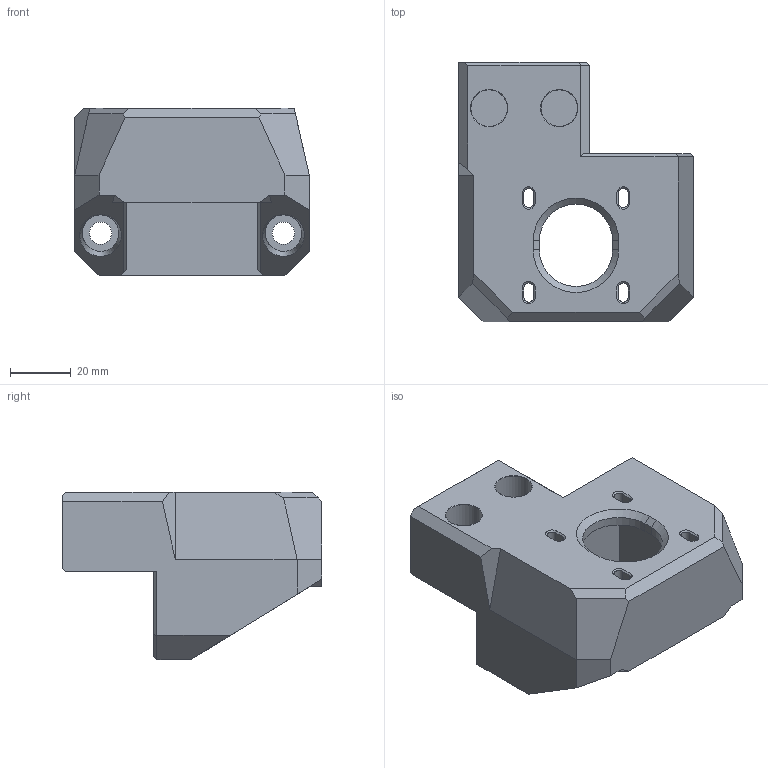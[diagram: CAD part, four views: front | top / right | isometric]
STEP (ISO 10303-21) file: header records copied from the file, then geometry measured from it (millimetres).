
FILE_DESCRIPTION(/* description */ ('STEP AP242','CAx-IF Rec.Pracs.---Representation and Presentation of Product Manufacturing Information (PMI)---4.0---2014-10-13','CAx-IF Rec.Pracs.---3D Tessellated Geometry---0.4---2014-09-14','2;1'),/* implementation_level */ '2;1');
FILE_NAME(/* name */ '6186ec41a81c4e3baeb44dc5',/* time_stamp */ '2021-11-06T20:57:38+00:00',/* author */ (''),/* organization */ (''),/* preprocessor_version */ 'ST-DEVELOPER v18.1',/* originating_system */ ' ',/* authorisation */ ' ');
FILE_SCHEMA (('AP242_MANAGED_MODEL_BASED_3D_ENGINEERING_MIM_LF { 1 0 10303 442 1 1 4 }'));
Length unit declared in the file: metre
Products named in the file (1): lead_screw_motor_cage_back
Bounding box: 77 x 85 x 55 mm (x, y, z)
Volume: 121333.2 mm3; surface area: 32221.7 mm2
Topology: 1 solids, 1 shells, 108 faces, 265 edges, 165 vertices
Faces by surface type: plane 76, cylinder 18, cone 12, bspline 2
Full cylindrical faces by diameter (mm): 6.3 x2, 7.3 x2, 12 x4
Entity records: 3399 total; most frequent: CARTESIAN_POINT 849, DIRECTION 507, ORIENTED_EDGE 502, EDGE_CURVE 251, LINE 201, VECTOR 201, VERTEX_POINT 163, AXIS2_PLACEMENT_3D 153
